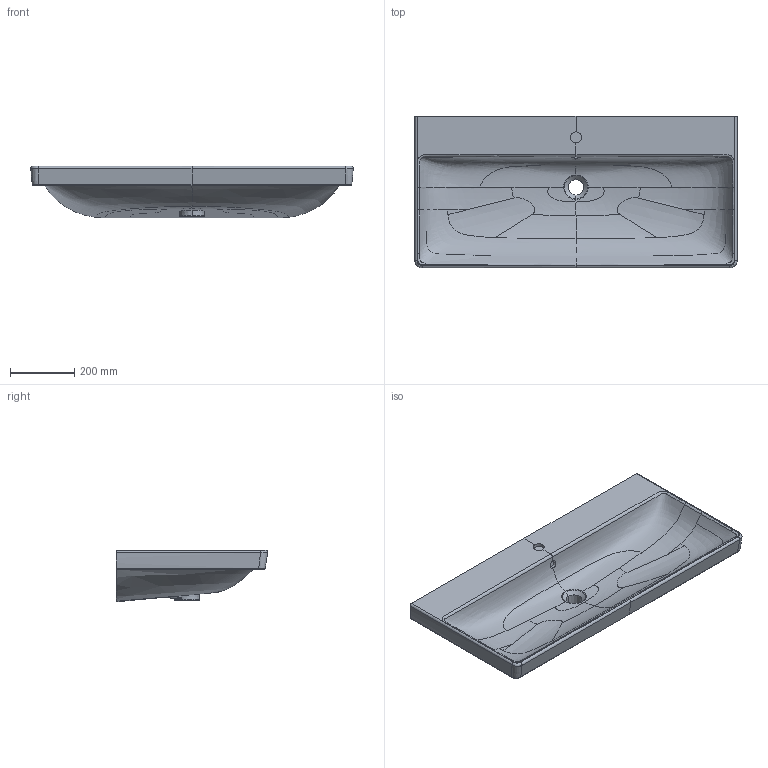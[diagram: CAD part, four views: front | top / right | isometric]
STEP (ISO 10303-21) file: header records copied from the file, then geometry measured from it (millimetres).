
FILE_DESCRIPTION(/* description */ (''),/* implementation_level */ '2;1');
FILE_NAME(/* name */ '4156A5_Avento_VWB_100.stp',/* time_stamp */ '2019-01-04T12:47:12+01:00',/* author */ (''),/* organization */ (''),/* preprocessor_version */ 'ST-DEVELOPER v16',/* originating_system */ 'SIEMENS PLM Software NX 10.0',/* authorisation */ '');
FILE_SCHEMA (('AUTOMOTIVE_DESIGN { 1 0 10303 214 3 1 1 1 }'));
Length unit declared in the file: millimetre
Products named in the file (1): Sier1EF01419sm32
Bounding box: 999.95 x 469.85 x 160 mm (x, y, z)
Volume: 29206895.2 mm3; surface area: 1322793.5 mm2
Topology: 1 solids, 1 shells, 115 faces, 301 edges, 187 vertices
Faces by surface type: bspline 70, cylinder 21, plane 16, extrusion 6, cone 2
Full cylindrical faces by diameter (mm): 35 x1
Entity records: 60893 total; most frequent: CARTESIAN_POINT 58654, ORIENTED_EDGE 600, EDGE_CURVE 300, DIRECTION 244, VERTEX_POINT 187, B_SPLINE_CURVE_WITH_KNOTS 179, EDGE_LOOP 117, ADVANCED_FACE 115
